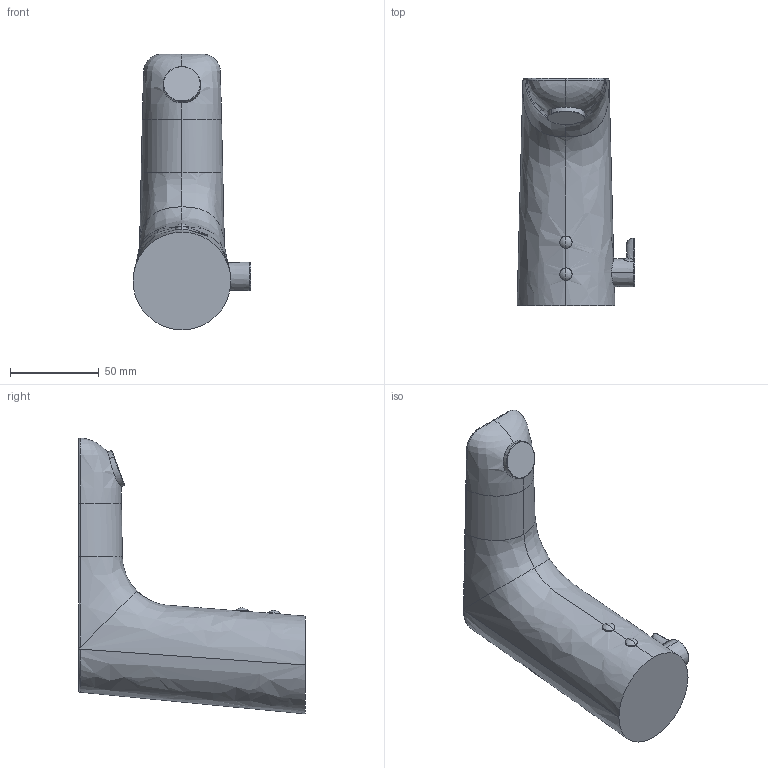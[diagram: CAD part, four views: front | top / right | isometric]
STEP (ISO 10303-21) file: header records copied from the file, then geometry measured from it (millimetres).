
FILE_DESCRIPTION (( 'STEP AP203' ), '1' );
FILE_NAME ('6151FZ-33(2020)+0615221933(2020).STEP', '2022-03-14T13:20:57', ( '' ), ( '' ), 'SwSTEP 2.0', 'SolidWorks 2016', '' );
FILE_SCHEMA (( 'CONFIG_CONTROL_DESIGN' ));
Length unit declared in the file: millimetre
Products named in the file (1): 6151FZ-33(2020)+0615221933(2020)
Bounding box: 66.3 x 127.6 x 155.17 mm (x, y, z)
Volume: 371672.6 mm3; surface area: 37965.7 mm2
Topology: 1 solids, 1 shells, 56 faces, 150 edges, 97 vertices
Faces by surface type: bspline 27, cylinder 7, sphere 7, cone 6, torus 5, plane 4
Entity records: 11186 total; most frequent: CARTESIAN_POINT 9935, ORIENTED_EDGE 300, DIRECTION 168, EDGE_CURVE 150, VERTEX_POINT 97, B_SPLINE_CURVE_WITH_KNOTS 84, AXIS2_PLACEMENT_3D 73, EDGE_LOOP 57
